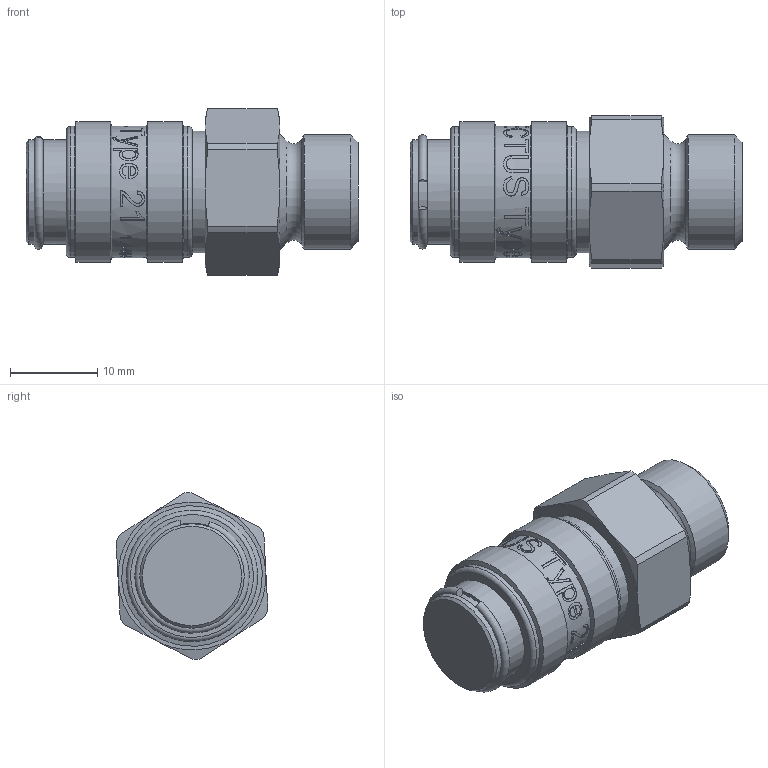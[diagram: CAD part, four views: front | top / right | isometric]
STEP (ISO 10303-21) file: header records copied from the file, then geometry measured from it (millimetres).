
FILE_DESCRIPTION((''),'2;1');
FILE_NAME('21kbaw13evx.stp','2014-01-10T10:41:40',('IA176480'),(''),'Autodesk Inventor 2013','Autodesk Inventor 2013','');
FILE_SCHEMA(('AUTOMOTIVE_DESIGN { 1 0 10303 214 1 1 1 1 }'));
Length unit declared in the file: millimetre
Products named in the file (1): D109000
Bounding box: 38.15 x 17.45 x 19.15 mm (x, y, z)
Volume: 6503 mm3; surface area: 3889.8 mm2
Topology: 2 solids, 4 shells, 404 faces, 1017 edges, 668 vertices
Faces by surface type: plane 165, bspline 141, cylinder 65, cone 28, torus 5
Full cylindrical faces by diameter (mm): 11.15 x1, 11.4 x1, 12 x3, 12.15 x2, 13.157 x1, 13.8 x1, 14 x4, 15.1 x3, 16.15 x2
Entity records: 48711 total; most frequent: CARTESIAN_POINT 39924, ORIENTED_EDGE 1942, DIRECTION 1217, EDGE_CURVE 971, VERTEX_POINT 661, EDGE_LOOP 496, AXIS2_PLACEMENT_3D 426, B_SPLINE_CURVE_WITH_KNOTS 420
